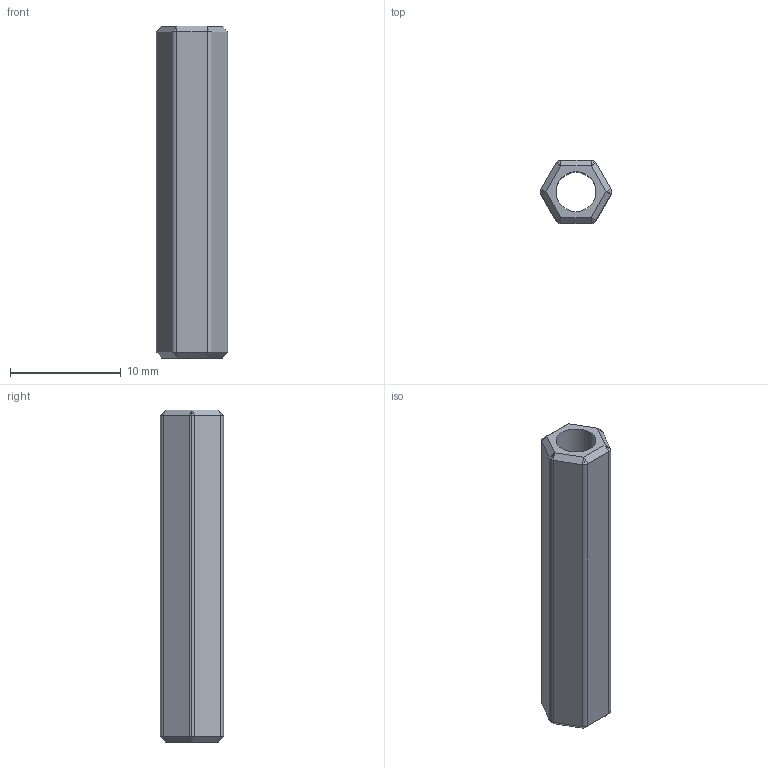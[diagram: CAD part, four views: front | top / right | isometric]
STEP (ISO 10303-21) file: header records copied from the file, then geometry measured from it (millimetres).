
FILE_DESCRIPTION (( 'STEP AP214' ), '1' );
FILE_NAME ('Nyllon Stud M4X30攝韓翐.step', '2016-10-28T04:22:35', ( 'dell' ), ( '' ), 'SwSTEP 2.0', 'SolidWorks 2013', '' );
FILE_SCHEMA (( 'AUTOMOTIVE_DESIGN' ));
Length unit declared in the file: millimetre
Products named in the file (1): Nyllon Stud M4X30攝韓翐
Bounding box: 6.43 x 5.7 x 30 mm (x, y, z)
Volume: 531.7 mm3; surface area: 945.7 mm2
Topology: 1 solids, 1 shells, 43 faces, 98 edges, 43 vertices
Faces by surface type: plane 20, cone 14, cylinder 9
Entity records: 1083 total; most frequent: DIRECTION 191, CARTESIAN_POINT 171, ORIENTED_EDGE 168, EDGE_CURVE 84, LINE 65, VECTOR 65, AXIS2_PLACEMENT_3D 63, EDGE_LOOP 45
